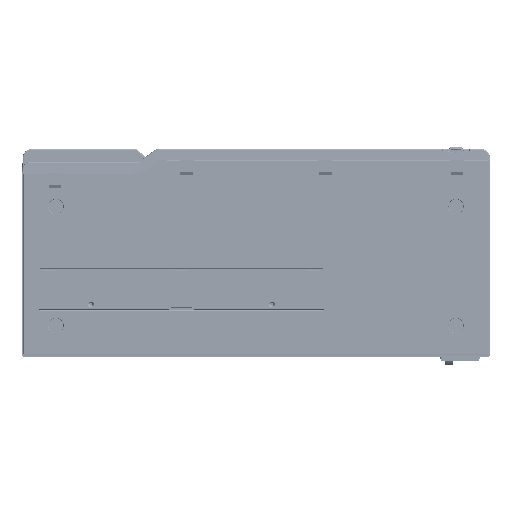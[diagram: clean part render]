
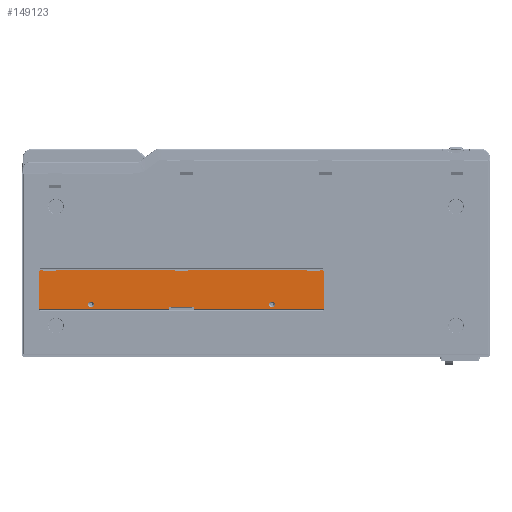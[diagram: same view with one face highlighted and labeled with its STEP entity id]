
A CAD part, front view. The second image highlights one B-rep face of the part: STEP entity #149123.
In plain terms, the highlighted planar face has unit normal (0, -1, 0).
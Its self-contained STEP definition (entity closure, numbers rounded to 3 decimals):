
#27255=DIRECTION('',(0.,0.,1.));
#27256=VECTOR('',#27255,1.7);
#27257=CARTESIAN_POINT('',(-58.,0.,45.));
#27258=LINE('',#27257,#27256);
#27438=DIRECTION('',(-1.,0.,0.));
#27439=VECTOR('',#27438,2.);
#27440=CARTESIAN_POINT('',(-58.,0.,46.7));
#27441=LINE('',#27440,#27439);
#27447=DIRECTION('',(-1.,0.,0.));
#27448=VECTOR('',#27447,20.);
#27449=CARTESIAN_POINT('',(-60.,0.,46.7));
#27450=LINE('',#27449,#27448);
#27464=DIRECTION('',(-1.,0.,0.));
#27465=VECTOR('',#27464,2.);
#27466=CARTESIAN_POINT('',(-80.,0.,46.7));
#27467=LINE('',#27466,#27465);
#27473=DIRECTION('',(0.,0.,-1.));
#27474=VECTOR('',#27473,1.7);
#27475=CARTESIAN_POINT('',(-82.,0.,46.7));
#27476=LINE('',#27475,#27474);
#27481=DIRECTION('',(-1.,0.,0.));
#27482=VECTOR('',#27481,122.);
#27483=CARTESIAN_POINT('',(-82.,0.,45.));
#27484=LINE('',#27483,#27482);
#27490=DIRECTION('',(0.,0.,1.));
#27491=VECTOR('',#27490,34.5);
#27492=CARTESIAN_POINT('',(-204.,0.,45.));
#27493=LINE('',#27492,#27491);
#27502=DIRECTION('',(1.,0.,0.));
#27503=VECTOR('',#27502,2.4);
#27504=CARTESIAN_POINT('',(-202.5,0.,81.));
#27505=LINE('',#27504,#27503);
#27510=DIRECTION('',(-1.,0.,0.));
#27511=VECTOR('',#27510,2.4);
#27512=CARTESIAN_POINT('',(62.5,0.,81.));
#27513=LINE('',#27512,#27511);
#27514=CARTESIAN_POINT('',(62.5,0.,79.5));
#27515=DIRECTION('',(0.,-1.,0.));
#27516=DIRECTION('',(1.,0.,0.));
#27517=AXIS2_PLACEMENT_3D('',#27514,#27515,#27516);
#27519=DIRECTION('',(0.,0.,1.));
#27520=VECTOR('',#27519,34.5);
#27521=CARTESIAN_POINT('',(64.,0.,45.));
#27522=LINE('',#27521,#27520);
#27523=CARTESIAN_POINT('',(-202.5,0.,79.5));
#27524=DIRECTION('',(0.,-1.,0.));
#27525=DIRECTION('',(0.,0.,1.));
#27526=AXIS2_PLACEMENT_3D('',#27523,#27524,#27525);
#27528=DIRECTION('',(0.,0.,-1.));
#27529=VECTOR('',#27528,1.);
#27530=CARTESIAN_POINT('',(-187.9,0.,81.));
#27531=LINE('',#27530,#27529);
#27532=DIRECTION('',(-1.,0.,0.));
#27533=VECTOR('',#27532,111.8);
#27534=CARTESIAN_POINT('',(-76.1,0.,81.));
#27535=LINE('',#27534,#27533);
#27536=DIRECTION('',(0.,0.,1.));
#27537=VECTOR('',#27536,1.);
#27538=CARTESIAN_POINT('',(-76.1,0.,80.));
#27539=LINE('',#27538,#27537);
#27540=DIRECTION('',(0.,0.,-1.));
#27541=VECTOR('',#27540,1.);
#27542=CARTESIAN_POINT('',(-63.9,0.,81.));
#27543=LINE('',#27542,#27541);
#27544=DIRECTION('',(-1.,0.,0.));
#27545=VECTOR('',#27544,111.8);
#27546=CARTESIAN_POINT('',(47.9,0.,81.));
#27547=LINE('',#27546,#27545);
#27548=DIRECTION('',(0.,0.,1.));
#27549=VECTOR('',#27548,1.);
#27550=CARTESIAN_POINT('',(47.9,0.,80.));
#27551=LINE('',#27550,#27549);
#27552=DIRECTION('',(0.,0.,-1.));
#27553=VECTOR('',#27552,1.);
#27554=CARTESIAN_POINT('',(60.1,0.,81.));
#27555=LINE('',#27554,#27553);
#27573=DIRECTION('',(-1.,0.,0.));
#27574=VECTOR('',#27573,122.);
#27575=CARTESIAN_POINT('',(64.,0.,45.));
#27576=LINE('',#27575,#27574);
#28385=DIRECTION('',(1.,0.,0.));
#28386=VECTOR('',#28385,12.2);
#28387=CARTESIAN_POINT('',(47.9,0.,80.));
#28388=LINE('',#28387,#28386);
#28487=DIRECTION('',(1.,0.,0.));
#28488=VECTOR('',#28487,12.2);
#28489=CARTESIAN_POINT('',(-76.1,0.,80.));
#28490=LINE('',#28489,#28488);
#28585=DIRECTION('',(1.,0.,0.));
#28586=VECTOR('',#28585,12.2);
#28587=CARTESIAN_POINT('',(-200.1,0.,80.));
#28588=LINE('',#28587,#28586);
#28593=DIRECTION('',(0.,0.,-1.));
#28594=VECTOR('',#28593,1.);
#28595=CARTESIAN_POINT('',(-200.1,0.,81.));
#28596=LINE('',#28595,#28594);
#28801=CARTESIAN_POINT('',(-155.,0.,49.));
#28802=DIRECTION('',(0.,1.,0.));
#28803=DIRECTION('',(-1.,0.,0.));
#28804=AXIS2_PLACEMENT_3D('',#28801,#28802,#28803);
#28815=CARTESIAN_POINT('',(-155.,0.,49.));
#28816=DIRECTION('',(0.,1.,0.));
#28817=DIRECTION('',(1.,0.,0.));
#28818=AXIS2_PLACEMENT_3D('',#28815,#28816,#28817);
#28829=CARTESIAN_POINT('',(15.,0.,49.));
#28830=DIRECTION('',(0.,1.,0.));
#28831=DIRECTION('',(-1.,0.,0.));
#28832=AXIS2_PLACEMENT_3D('',#28829,#28830,#28831);
#28843=CARTESIAN_POINT('',(15.,0.,49.));
#28844=DIRECTION('',(0.,1.,0.));
#28845=DIRECTION('',(1.,0.,0.));
#28846=AXIS2_PLACEMENT_3D('',#28843,#28844,#28845);
#91743=CARTESIAN_POINT('',(-58.,0.,46.7));
#91744=VERTEX_POINT('',#91743);
#91745=CARTESIAN_POINT('',(-60.,0.,46.7));
#91746=VERTEX_POINT('',#91745);
#91751=CARTESIAN_POINT('',(-152.25,0.,
49.));
#91753=VERTEX_POINT('',#91751);
#91759=CARTESIAN_POINT('',(17.75,0.,
49.));
#91761=VERTEX_POINT('',#91759);
#91764=CARTESIAN_POINT('',(-157.75,0.,
49.));
#91766=VERTEX_POINT('',#91764);
#91771=CARTESIAN_POINT('',(-58.,0.,45.));
#91772=VERTEX_POINT('',#91771);
#91778=CARTESIAN_POINT('',(12.25,0.,
49.));
#91780=VERTEX_POINT('',#91778);
#91785=CARTESIAN_POINT('',(-80.,0.,46.7));
#91786=VERTEX_POINT('',#91785);
#91791=CARTESIAN_POINT('',(64.,0.,45.));
#91792=VERTEX_POINT('',#91791);
#91793=CARTESIAN_POINT('',(-82.,0.,46.7));
#91794=VERTEX_POINT('',#91793);
#91795=CARTESIAN_POINT('',(62.5,0.,81.));
#91796=CARTESIAN_POINT('',(60.1,0.,81.));
#91797=VERTEX_POINT('',#91795);
#91798=VERTEX_POINT('',#91796);
#91803=CARTESIAN_POINT('',(64.,0.,79.5));
#91804=VERTEX_POINT('',#91803);
#91805=CARTESIAN_POINT('',(-82.,0.,45.));
#91806=VERTEX_POINT('',#91805);
#91807=CARTESIAN_POINT('',(60.1,0.,80.));
#91808=VERTEX_POINT('',#91807);
#91813=CARTESIAN_POINT('',(-204.,0.,45.));
#91814=VERTEX_POINT('',#91813);
#91815=CARTESIAN_POINT('',(47.9,0.,80.));
#91816=VERTEX_POINT('',#91815);
#91821=CARTESIAN_POINT('',(-204.,0.,79.5));
#91822=VERTEX_POINT('',#91821);
#91823=CARTESIAN_POINT('',(47.9,0.,81.));
#91824=VERTEX_POINT('',#91823);
#91829=CARTESIAN_POINT('',(-202.5,0.,81.));
#91830=VERTEX_POINT('',#91829);
#91831=CARTESIAN_POINT('',(-63.9,0.,81.));
#91832=VERTEX_POINT('',#91831);
#91841=CARTESIAN_POINT('',(-200.1,0.,81.));
#91842=VERTEX_POINT('',#91841);
#91845=CARTESIAN_POINT('',(-63.9,0.,80.));
#91846=VERTEX_POINT('',#91845);
#91855=CARTESIAN_POINT('',(-200.1,0.,80.));
#91856=VERTEX_POINT('',#91855);
#91861=CARTESIAN_POINT('',(-76.1,0.,80.));
#91862=VERTEX_POINT('',#91861);
#91871=CARTESIAN_POINT('',(-187.9,0.,80.));
#91872=VERTEX_POINT('',#91871);
#91875=CARTESIAN_POINT('',(-76.1,0.,81.));
#91876=VERTEX_POINT('',#91875);
#91883=CARTESIAN_POINT('',(-187.9,0.,81.));
#91884=VERTEX_POINT('',#91883);
#149065=CARTESIAN_POINT('',(0.,0.,0.));
#149066=DIRECTION('',(0.,1.,0.));
#149067=DIRECTION('',(1.,0.,0.));
#149068=AXIS2_PLACEMENT_3D('',#149065,#149066,#149067);
#149069=PLANE('',#149068);
#149071=ORIENTED_EDGE('',*,*,#149070,.F.);
#149073=ORIENTED_EDGE('',*,*,#149072,.F.);
#149075=ORIENTED_EDGE('',*,*,#149074,.F.);
#149077=ORIENTED_EDGE('',*,*,#149076,.T.);
#149078=ORIENTED_EDGE('',*,*,#148809,.T.);
#149079=ORIENTED_EDGE('',*,*,#148926,.T.);
#149080=ORIENTED_EDGE('',*,*,#148954,.T.);
#149081=ORIENTED_EDGE('',*,*,#148984,.T.);
#149082=ORIENTED_EDGE('',*,*,#148997,.T.);
#149083=ORIENTED_EDGE('',*,*,#149015,.T.);
#149084=ORIENTED_EDGE('',*,*,#149032,.T.);
#149085=ORIENTED_EDGE('',*,*,#149046,.F.);
#149086=ORIENTED_EDGE('',*,*,#149056,.T.);
#149088=ORIENTED_EDGE('',*,*,#149087,.T.);
#149090=ORIENTED_EDGE('',*,*,#149089,.T.);
#149092=ORIENTED_EDGE('',*,*,#149091,.F.);
#149094=ORIENTED_EDGE('',*,*,#149093,.F.);
#149096=ORIENTED_EDGE('',*,*,#149095,.F.);
#149098=ORIENTED_EDGE('',*,*,#149097,.T.);
#149100=ORIENTED_EDGE('',*,*,#149099,.F.);
#149102=ORIENTED_EDGE('',*,*,#149101,.F.);
#149104=ORIENTED_EDGE('',*,*,#149103,.F.);
#149106=ORIENTED_EDGE('',*,*,#149105,.T.);
#149108=ORIENTED_EDGE('',*,*,#149107,.F.);
#149109=EDGE_LOOP('',(#149071,#149073,#149075,#149077,#149078,#149079,#149080,
#149081,#149082,#149083,#149084,#149085,#149086,#149088,#149090,#149092,#149094,
#149096,#149098,#149100,#149102,#149104,#149106,#149108));
#149110=FACE_OUTER_BOUND('',#149109,.F.);
#149112=ORIENTED_EDGE('',*,*,#149111,.F.);
#149114=ORIENTED_EDGE('',*,*,#149113,.F.);
#149115=EDGE_LOOP('',(#149112,#149114));
#149116=FACE_BOUND('',#149115,.F.);
#149118=ORIENTED_EDGE('',*,*,#149117,.F.);
#149120=ORIENTED_EDGE('',*,*,#149119,.F.);
#149121=EDGE_LOOP('',(#149118,#149120));
#149122=FACE_BOUND('',#149121,.F.);
#149123=ADVANCED_FACE('',(#149110,#149116,#149122),#149069,.F.);
#27518=CIRCLE('',#27517,1.5);
#27527=CIRCLE('',#27526,1.5);
#28805=CIRCLE('',#28804,2.75);
#28819=CIRCLE('',#28818,2.75);
#28833=CIRCLE('',#28832,2.75);
#28847=CIRCLE('',#28846,2.75);
#148809=EDGE_CURVE('',#91772,#91744,#27258,.T.);
#148926=EDGE_CURVE('',#91744,#91746,#27441,.T.);
#148954=EDGE_CURVE('',#91746,#91786,#27450,.T.);
#148984=EDGE_CURVE('',#91786,#91794,#27467,.T.);
#148997=EDGE_CURVE('',#91794,#91806,#27476,.T.);
#149015=EDGE_CURVE('',#91806,#91814,#27484,.T.);
#149032=EDGE_CURVE('',#91814,#91822,#27493,.T.);
#149046=EDGE_CURVE('',#91830,#91822,#27527,.T.);
#149056=EDGE_CURVE('',#91830,#91842,#27505,.T.);
#149070=EDGE_CURVE('',#91797,#91798,#27513,.T.);
#149072=EDGE_CURVE('',#91804,#91797,#27518,.T.);
#149074=EDGE_CURVE('',#91792,#91804,#27522,.T.);
#149076=EDGE_CURVE('',#91792,#91772,#27576,.T.);
#149087=EDGE_CURVE('',#91842,#91856,#28596,.T.);
#149089=EDGE_CURVE('',#91856,#91872,#28588,.T.);
#149091=EDGE_CURVE('',#91884,#91872,#27531,.T.);
#149093=EDGE_CURVE('',#91876,#91884,#27535,.T.);
#149095=EDGE_CURVE('',#91862,#91876,#27539,.T.);
#149097=EDGE_CURVE('',#91862,#91846,#28490,.T.);
#149099=EDGE_CURVE('',#91832,#91846,#27543,.T.);
#149101=EDGE_CURVE('',#91824,#91832,#27547,.T.);
#149103=EDGE_CURVE('',#91816,#91824,#27551,.T.);
#149105=EDGE_CURVE('',#91816,#91808,#28388,.T.);
#149107=EDGE_CURVE('',#91798,#91808,#27555,.T.);
#149111=EDGE_CURVE('',#91766,#91753,#28805,.T.);
#149113=EDGE_CURVE('',#91753,#91766,#28819,.T.);
#149117=EDGE_CURVE('',#91780,#91761,#28833,.T.);
#149119=EDGE_CURVE('',#91761,#91780,#28847,.T.);
